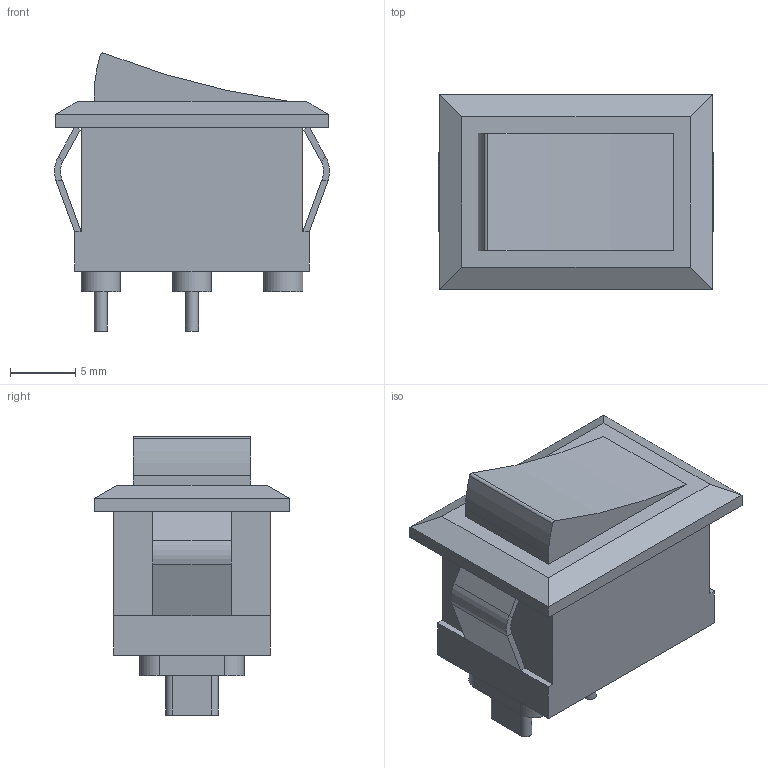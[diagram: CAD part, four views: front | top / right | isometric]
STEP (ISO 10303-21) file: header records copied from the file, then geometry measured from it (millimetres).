
FILE_DESCRIPTION (( 'STEP AP214' ), '1' );
FILE_NAME ('KCD1-A.STEP', '2016-09-13T07:14:05', ( '' ), ( '' ), 'SwSTEP 2.0', 'SolidWorks 2016', '' );
FILE_SCHEMA (( 'AUTOMOTIVE_DESIGN' ));
Length unit declared in the file: millimetre
Products named in the file (1): KCD1-A
Bounding box: 21.09 x 15 x 21.32 mm (x, y, z)
Volume: 3246.9 mm3; surface area: 1832.4 mm2
Topology: 1 solids, 1 shells, 78 faces, 185 edges, 114 vertices
Faces by surface type: plane 61, cylinder 17
Entity records: 2989 total; most frequent: CARTESIAN_POINT 378, DIRECTION 377, ORIENTED_EDGE 370, EDGE_CURVE 185, VECTOR 151, LINE 151, VERTEX_POINT 114, AXIS2_PLACEMENT_3D 113
